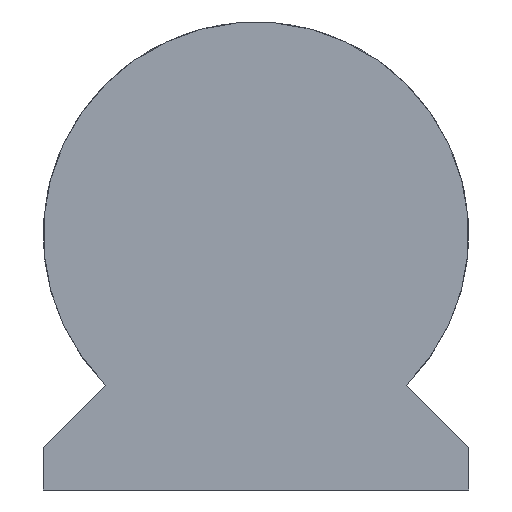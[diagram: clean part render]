
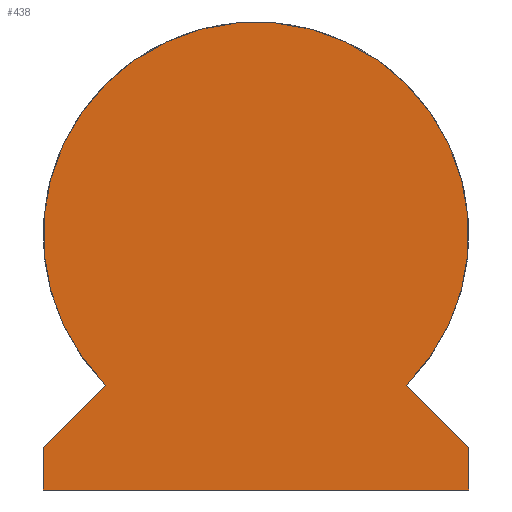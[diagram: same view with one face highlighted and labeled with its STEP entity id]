
A CAD part, front view. The second image highlights one B-rep face of the part: STEP entity #438.
In plain terms, the highlighted planar face has unit normal (0, -1, 0).
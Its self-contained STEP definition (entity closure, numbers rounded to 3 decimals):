
#29=PLANE('',#498);
#53=FACE_OUTER_BOUND('',#77,.T.);
#77=EDGE_LOOP('',(#400,#401,#402,#403,#404,#405));
#84=LINE('',#652,#124);
#87=LINE('',#658,#127);
#90=LINE('',#664,#130);
#93=LINE('',#670,#133);
#97=LINE('',#677,#137);
#124=VECTOR('',#515,10.);
#127=VECTOR('',#520,10.);
#130=VECTOR('',#525,10.);
#133=VECTOR('',#530,10.);
#137=VECTOR('',#536,10.);
#173=CIRCLE('',#484,20.);
#184=VERTEX_POINT('',#644);
#187=VERTEX_POINT('',#650);
#189=VERTEX_POINT('',#656);
#191=VERTEX_POINT('',#662);
#193=VERTEX_POINT('',#668);
#195=VERTEX_POINT('',#675);
#228=EDGE_CURVE('',#184,#187,#84,.T.);
#231=EDGE_CURVE('',#187,#189,#87,.T.);
#234=EDGE_CURVE('',#189,#191,#90,.T.);
#237=EDGE_CURVE('',#191,#193,#93,.T.);
#241=EDGE_CURVE('',#193,#195,#97,.T.);
#267=EDGE_CURVE('',#195,#184,#173,.T.);
#400=ORIENTED_EDGE('',*,*,#267,.T.);
#401=ORIENTED_EDGE('',*,*,#228,.T.);
#402=ORIENTED_EDGE('',*,*,#231,.T.);
#403=ORIENTED_EDGE('',*,*,#234,.T.);
#404=ORIENTED_EDGE('',*,*,#237,.T.);
#405=ORIENTED_EDGE('',*,*,#241,.T.);
#438=ADVANCED_FACE('',(#53),#29,.F.);
#484=AXIS2_PLACEMENT_3D('',#729,#595,#596);
#498=AXIS2_PLACEMENT_3D('',#759,#631,#632);
#515=DIRECTION('',(-0.707,0.,-0.707));
#520=DIRECTION('',(0.,0.,-1.));
#525=DIRECTION('',(1.,0.,0.));
#530=DIRECTION('',(0.,0.,1.));
#536=DIRECTION('',(-0.707,0.,0.707));
#595=DIRECTION('center_axis',(0.,-1.,0.));
#596=DIRECTION('ref_axis',(1.,0.,0.));
#631=DIRECTION('center_axis',(0.,1.,0.));
#632=DIRECTION('ref_axis',(1.,0.,0.));
#644=CARTESIAN_POINT('',(-14.142,-12.,-14.142));
#650=CARTESIAN_POINT('',(-20.,-12.,-20.));
#652=CARTESIAN_POINT('',(0.,-12.,0.));
#656=CARTESIAN_POINT('',(-20.,-12.,-24.));
#658=CARTESIAN_POINT('',(-20.,-12.,0.));
#662=CARTESIAN_POINT('',(20.,-12.,-24.));
#664=CARTESIAN_POINT('',(-20.,-12.,-24.));
#668=CARTESIAN_POINT('',(20.,-12.,-20.));
#670=CARTESIAN_POINT('',(20.,-12.,0.));
#675=CARTESIAN_POINT('',(14.142,-12.,-14.142));
#677=CARTESIAN_POINT('',(0.,-12.,0.));
#729=CARTESIAN_POINT('Origin',(0.,-12.,0.));
#759=CARTESIAN_POINT('Origin',(0.,-12.,0.));
